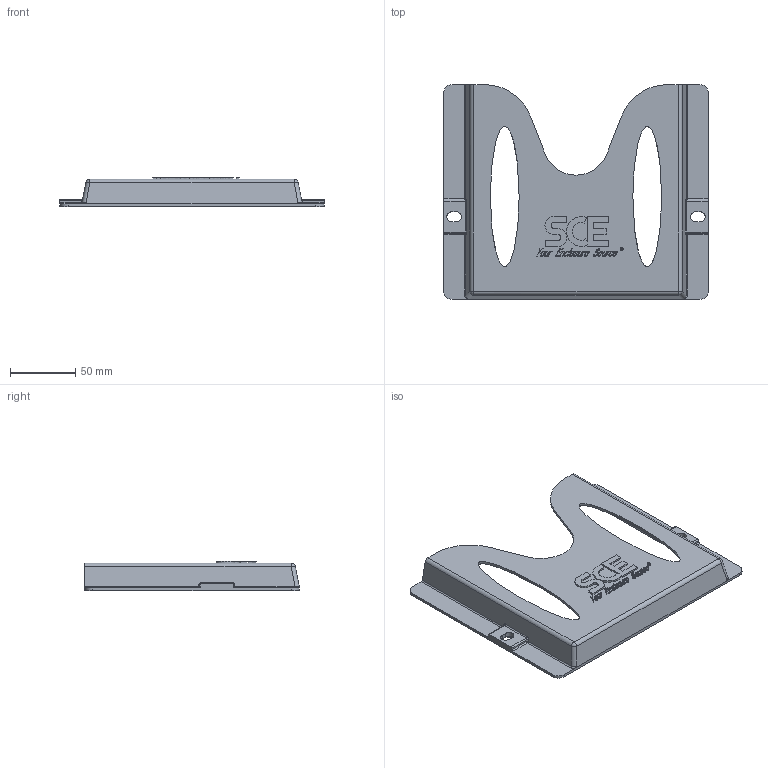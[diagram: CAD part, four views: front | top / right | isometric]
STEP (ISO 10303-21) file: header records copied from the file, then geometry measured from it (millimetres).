
FILE_DESCRIPTION (( 'STEP AP214' ), '1' );
FILE_NAME ('SCE-PP7701.STEP', '2022-07-26T16:38:23', ( '' ), ( '' ), 'SwSTEP 2.0', 'SolidWorks 2021', '' );
FILE_SCHEMA (( 'AUTOMOTIVE_DESIGN' ));
Length unit declared in the file: inch
Products named in the file (1): SCE-PP7701
Bounding box: 203.2 x 165.1 x 22.35 mm (x, y, z)
Volume: 69213.4 mm3; surface area: 69032.7 mm2
Topology: 1 solids, 1 shells, 759 faces, 2192 edges, 1467 vertices
Faces by surface type: plane 678, cylinder 59, bspline 14, sphere 8
Entity records: 26872 total; most frequent: CARTESIAN_POINT 7091, ORIENTED_EDGE 4384, DIRECTION 3602, EDGE_CURVE 2192, VECTOR 1966, LINE 1966, VERTEX_POINT 1467, AXIS2_PLACEMENT_3D 818
